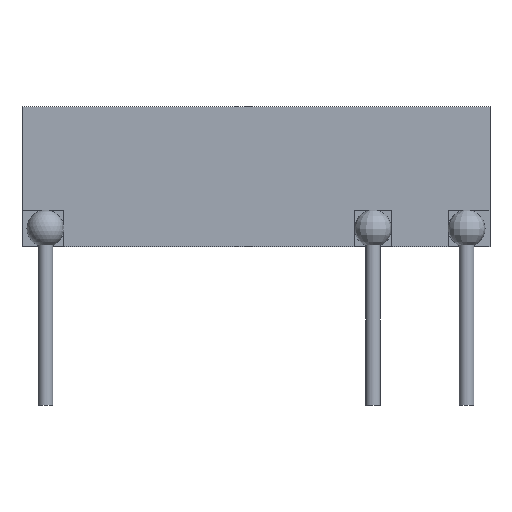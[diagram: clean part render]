
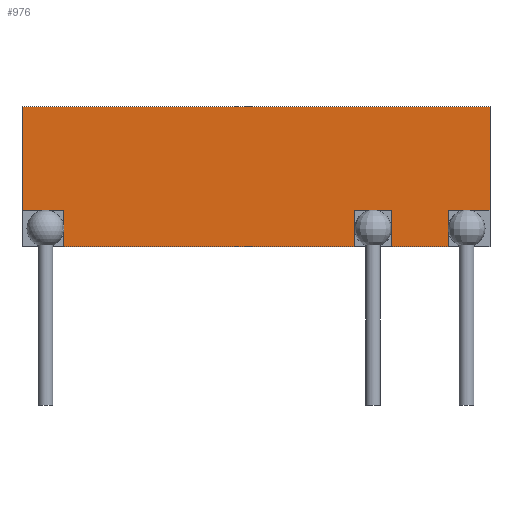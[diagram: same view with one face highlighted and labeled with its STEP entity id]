
A CAD part, front view. The second image highlights one B-rep face of the part: STEP entity #976.
In plain terms, the highlighted free-form (B-spline) face has degree [1, 1] with [2, 2] control points.
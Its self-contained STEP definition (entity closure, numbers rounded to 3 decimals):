
#848=CARTESIAN_POINT('',(12.7,1.0,12.62));
#849=VERTEX_POINT('',#848);
#864=CARTESIAN_POINT('',(-12.7,1.0,12.62));
#865=VERTEX_POINT('',#864);
#872=CARTESIAN_POINT('',(12.7,1.0,12.62));
#873=DIRECTION('',(-1.0,0.0,0.0));
#874=VECTOR('',#873,25.4);
#875=LINE('',#872,#874);
#876=EDGE_CURVE('',#849,#865,#875,.T.);
#886=CARTESIAN_POINT('',(12.7,1.0,5.0));
#887=VERTEX_POINT('',#886);
#896=CARTESIAN_POINT('',(-12.7,1.0,5.0));
#897=VERTEX_POINT('',#896);
#898=CARTESIAN_POINT('',(-12.7,1.0,5.0));
#899=DIRECTION('',(1.0,0.0,0.0));
#900=VECTOR('',#899,25.4);
#901=LINE('',#898,#900);
#902=EDGE_CURVE('',#897,#887,#901,.T.);
#948=CARTESIAN_POINT('',(-12.7,1.0,12.62));
#949=DIRECTION('',(0.0,0.0,-1.0));
#950=VECTOR('',#949,7.62);
#951=LINE('',#948,#950);
#952=EDGE_CURVE('',#865,#897,#951,.T.);
#960=CARTESIAN_POINT('',(12.7,1.0,12.62));
#961=CARTESIAN_POINT('',(12.7,1.0,5.0));
#962=CARTESIAN_POINT('',(-12.7,1.0,12.62));
#963=CARTESIAN_POINT('',(-12.7,1.0,5.0));
#964=B_SPLINE_SURFACE_WITH_KNOTS('',1,1,((#960,#962),(#961,#963)),.UNSPECIFIED.,.F.,.F.,.U.,(2,2),(2,2),(0.0,7.62),(0.0,25.4),.UNSPECIFIED.);
#965=CARTESIAN_POINT('',(12.7,1.0,12.62));
#966=DIRECTION('',(0.0,0.0,-1.0));
#967=VECTOR('',#966,7.62);
#968=LINE('',#965,#967);
#969=EDGE_CURVE('',#849,#887,#968,.T.);
#970=ORIENTED_EDGE('',*,*,#969,.F.);
#971=ORIENTED_EDGE('',*,*,#876,.T.);
#972=ORIENTED_EDGE('',*,*,#952,.T.);
#973=ORIENTED_EDGE('',*,*,#902,.T.);
#974=EDGE_LOOP('',(#970,#971,#972,#973));
#975=FACE_OUTER_BOUND('',#974,.T.);
#976=ADVANCED_FACE('',(#975),#964,.F.);
